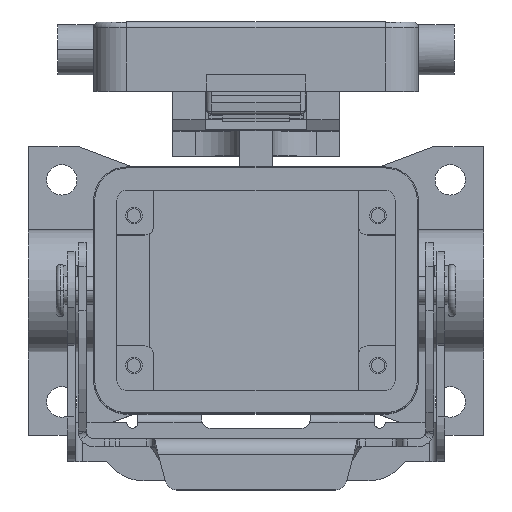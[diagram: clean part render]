
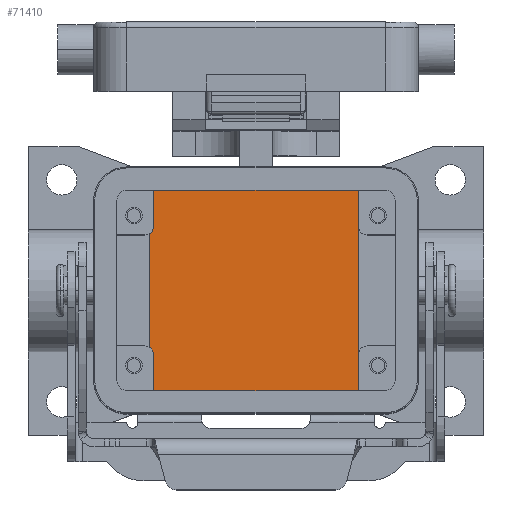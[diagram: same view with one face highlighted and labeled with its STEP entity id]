
A CAD part, top view. The second image highlights one B-rep face of the part: STEP entity #71410.
In plain terms, the highlighted planar face has unit normal (0, 0, 1).
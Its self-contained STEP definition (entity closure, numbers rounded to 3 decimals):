
#70680=CARTESIAN_POINT('',(0.,0.,-42.));
#70690=DIRECTION('',(0.,0.,1.));
#70700=DIRECTION('',(1.,0.,0.));
#70710=AXIS2_PLACEMENT_3D('',#70680,#70690,#70700);
#70720=PLANE('',#70710);
#70730=CARTESIAN_POINT('',(-20.,11.5,-42.));
#70740=DIRECTION('',(0.,0.,-1.));
#70750=DIRECTION('',(0.,-1.,0.));
#70760=AXIS2_PLACEMENT_3D('',#70730,#70740,#70750);
#70770=CIRCLE('',#70760,1.5);
#70780=CARTESIAN_POINT('',(-18.5,11.5,-42.));
#70790=VERTEX_POINT('',#70780);
#70800=CARTESIAN_POINT('',(-19.25,10.201,-42.));
#70810=VERTEX_POINT('',#70800);
#70820=EDGE_CURVE('',#70790,#70810,#70770,.T.);
#70830=ORIENTED_EDGE('',*,*,#70820,.T.);
#70840=CARTESIAN_POINT('',(-18.5,18.25,-42.));
#70850=DIRECTION('',(0.,-1.,0.));
#70860=VECTOR('',#70850,6.75);
#70870=LINE('',#70840,#70860);
#70880=CARTESIAN_POINT('',(-18.5,18.25,-42.));
#70890=VERTEX_POINT('',#70880);
#70900=EDGE_CURVE('',#70890,#70790,#70870,.T.);
#70910=ORIENTED_EDGE('',*,*,#70900,.T.);
#70920=CARTESIAN_POINT('',(18.5,18.25,-42.));
#70930=DIRECTION('',(-1.,0.,0.));
#70940=VECTOR('',#70930,37.);
#70950=LINE('',#70920,#70940);
#70960=CARTESIAN_POINT('',(18.5,18.25,-42.));
#70970=VERTEX_POINT('',#70960);
#70980=EDGE_CURVE('',#70970,#70890,#70950,.T.);
#70990=ORIENTED_EDGE('',*,*,#70980,.T.);
#71000=CARTESIAN_POINT('',(18.5,-18.25,-42.));
#71010=DIRECTION('',(0.,1.,0.));
#71020=VECTOR('',#71010,36.5);
#71030=LINE('',#71000,#71020);
#71040=CARTESIAN_POINT('',(18.5,-18.25,-42.));
#71050=VERTEX_POINT('',#71040);
#71060=EDGE_CURVE('',#71050,#70970,#71030,.T.);
#71070=ORIENTED_EDGE('',*,*,#71060,.T.);
#71080=CARTESIAN_POINT('',(-18.5,-18.25,-42.));
#71090=DIRECTION('',(1.,0.,0.));
#71100=VECTOR('',#71090,37.);
#71110=LINE('',#71080,#71100);
#71120=CARTESIAN_POINT('',(-18.5,-18.25,-42.));
#71130=VERTEX_POINT('',#71120);
#71140=EDGE_CURVE('',#71130,#71050,#71110,.T.);
#71150=ORIENTED_EDGE('',*,*,#71140,.T.);
#71160=CARTESIAN_POINT('',(-18.5,-11.5,-42.));
#71170=DIRECTION('',(0.,-1.,0.));
#71180=VECTOR('',#71170,6.75);
#71190=LINE('',#71160,#71180);
#71200=CARTESIAN_POINT('',(-18.5,-11.5,-42.));
#71210=VERTEX_POINT('',#71200);
#71220=EDGE_CURVE('',#71210,#71130,#71190,.T.);
#71230=ORIENTED_EDGE('',*,*,#71220,.T.);
#71240=CARTESIAN_POINT('',(-20.,-11.5,-42.));
#71250=DIRECTION('',(0.,0.,-1.));
#71260=DIRECTION('',(-1.,0.,0.));
#71270=AXIS2_PLACEMENT_3D('',#71240,#71250,#71260);
#71280=CIRCLE('',#71270,1.5);
#71290=CARTESIAN_POINT('',(-19.25,-10.201,-42.));
#71300=VERTEX_POINT('',#71290);
#71310=EDGE_CURVE('',#71300,#71210,#71280,.T.);
#71320=ORIENTED_EDGE('',*,*,#71310,.T.);
#71330=CARTESIAN_POINT('',(-19.25,10.201,-42.));
#71340=DIRECTION('',(0.,-1.,0.));
#71350=VECTOR('',#71340,20.402);
#71360=LINE('',#71330,#71350);
#71370=EDGE_CURVE('',#70810,#71300,#71360,.T.);
#71380=ORIENTED_EDGE('',*,*,#71370,.T.);
#71390=EDGE_LOOP('',(#71380,#71320,#71230,#71150,#71070,#70990,#70910,
#70830));
#71400=FACE_OUTER_BOUND('',#71390,.T.);
#71410=ADVANCED_FACE('',(#71400),#70720,.T.);
